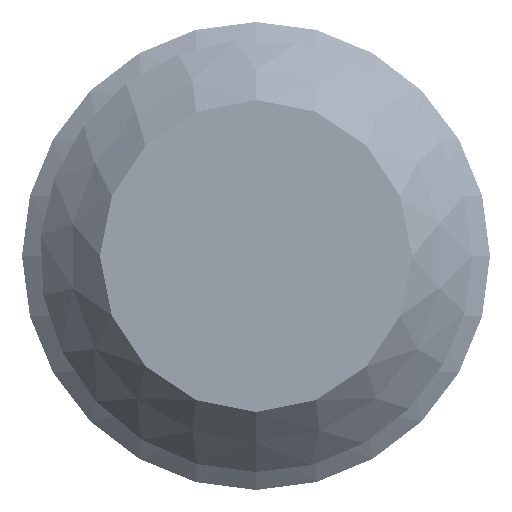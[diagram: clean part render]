
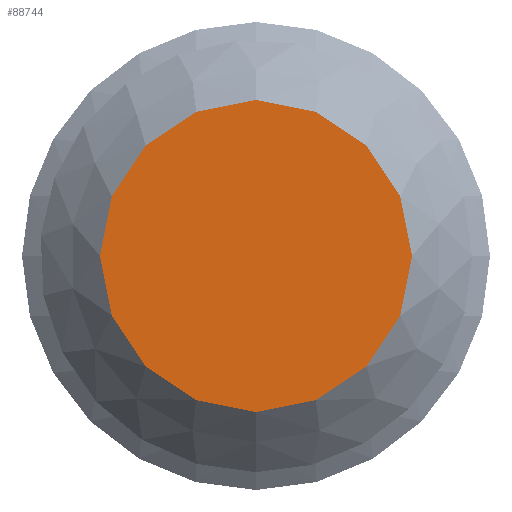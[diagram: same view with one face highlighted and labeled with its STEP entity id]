
A CAD part, left-side view. The second image highlights one B-rep face of the part: STEP entity #88744.
In plain terms, the highlighted planar face has unit normal (-1, 0, 0).
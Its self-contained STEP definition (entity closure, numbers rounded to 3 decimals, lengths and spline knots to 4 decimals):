
#13369 = FACE_OUTER_BOUND ( 'NONE', #102775, .T. ) ;
#16296 = CARTESIAN_POINT ( 'NONE',  ( 4.375, 0., -2. ) ) ;
#28410 = AXIS2_PLACEMENT_3D ( 'NONE', #33530, #98319, #42834 ) ;
#33530 = CARTESIAN_POINT ( 'NONE',  ( 4.375, 0., 0. ) ) ;
#34112 = PLANE ( 'NONE',  #117730 ) ;
#42834 = DIRECTION ( 'NONE',  ( 0., 0., -1. ) ) ;
#45249 = ORIENTED_EDGE ( 'NONE', *, *, #69932, .T. ) ;
#52675 = DIRECTION ( 'NONE',  ( 0., 0., -1. ) ) ;
#69932 = EDGE_CURVE ( 'NONE', #119411, #119411, #108408, .T. ) ;
#88744 = ADVANCED_FACE ( 'NONE', ( #13369 ), #34112, .F. ) ;
#98319 = DIRECTION ( 'NONE',  ( -1., 0., 0. ) ) ;
#102775 = EDGE_LOOP ( 'NONE', ( #45249 ) ) ;
#108147 = DIRECTION ( 'NONE',  ( 1., 0., 0. ) ) ;
#108408 = CIRCLE ( 'NONE', #28410, 2. ) ;
#117012 = CARTESIAN_POINT ( 'NONE',  ( 4.375, 5.7735, 0. ) ) ;
#117730 = AXIS2_PLACEMENT_3D ( 'NONE', #117012, #108147, #52675 ) ;
#119411 = VERTEX_POINT ( 'NONE', #16296 ) ;
